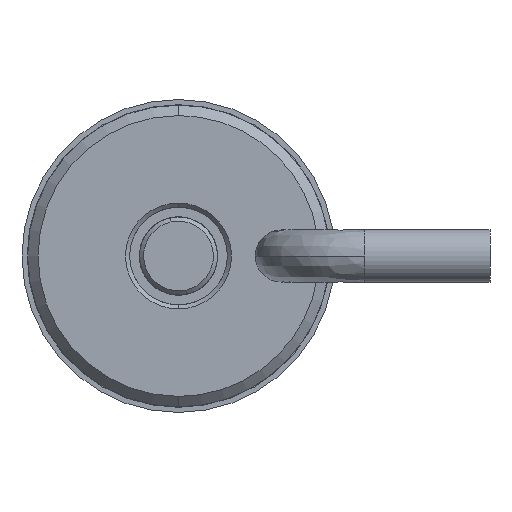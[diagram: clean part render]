
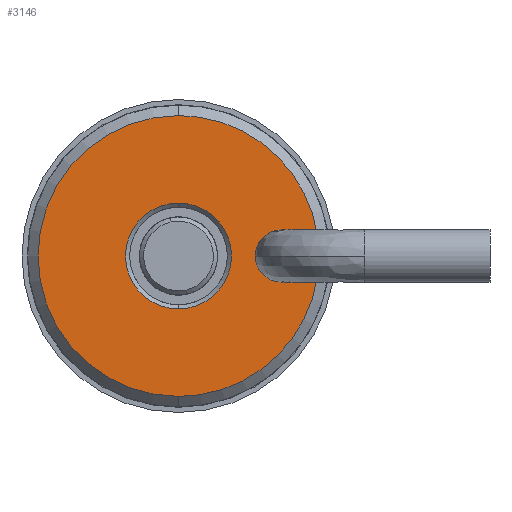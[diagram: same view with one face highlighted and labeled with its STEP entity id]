
A CAD part, left-side view. The second image highlights one B-rep face of the part: STEP entity #3146.
In plain terms, the highlighted planar face has unit normal (-1, 0, 0).
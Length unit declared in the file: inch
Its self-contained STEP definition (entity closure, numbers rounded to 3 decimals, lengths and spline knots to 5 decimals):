
#47 = CARTESIAN_POINT ( 'NONE',  ( 0., 0.2365, 0.0525 ) ) ;
#96 = DIRECTION ( 'NONE',  ( 0., -1., 0. ) ) ;
#260 = AXIS2_PLACEMENT_3D ( 'NONE', #2086, #355, #1754 ) ;
#269 = ORIENTED_EDGE ( 'NONE', *, *, #982, .F. ) ;
#301 = DIRECTION ( 'NONE',  ( 0., 0., -1. ) ) ;
#355 = DIRECTION ( 'NONE',  ( 1., 0., 0. ) ) ;
#372 = AXIS2_PLACEMENT_3D ( 'NONE', #2814, #2781, #876 ) ;
#416 = EDGE_CURVE ( 'NONE', #2026, #2257, #983, .T. ) ;
#529 = CARTESIAN_POINT ( 'NONE',  ( 0., 0., 0. ) ) ;
#686 = CIRCLE ( 'NONE', #2753, 0.3365 ) ;
#726 = EDGE_CURVE ( 'NONE', #1720, #1330, #3159, .T. ) ;
#753 = CARTESIAN_POINT ( 'NONE',  ( 0., 0.2365, 0.0525 ) ) ;
#785 = CARTESIAN_POINT ( 'NONE',  ( 0., 0., 0.127 ) ) ;
#876 = DIRECTION ( 'NONE',  ( 0., 0., -1. ) ) ;
#911 = DIRECTION ( 'NONE',  ( 1., 0., 0. ) ) ;
#982 = EDGE_CURVE ( 'NONE', #2151, #2026, #686, .T. ) ;
#983 = CIRCLE ( 'NONE', #260, 0.3365 ) ;
#1062 = CIRCLE ( 'NONE', #3127, 0.0525 ) ;
#1105 = ORIENTED_EDGE ( 'NONE', *, *, #1988, .T. ) ;
#1152 = DIRECTION ( 'NONE',  ( -1., 0., 0. ) ) ;
#1169 = DIRECTION ( 'NONE',  ( 1., 0., 0. ) ) ;
#1194 = DIRECTION ( 'NONE',  ( -1., 0., 0. ) ) ;
#1326 = VERTEX_POINT ( 'NONE', #2487 ) ;
#1330 = VERTEX_POINT ( 'NONE', #785 ) ;
#1344 = EDGE_LOOP ( 'NONE', ( #2777, #2492 ) ) ;
#1373 = VERTEX_POINT ( 'NONE', #753 ) ;
#1375 = DIRECTION ( 'NONE',  ( 1., 0., 0. ) ) ;
#1383 = ORIENTED_EDGE ( 'NONE', *, *, #3523, .T. ) ;
#1415 = DIRECTION ( 'NONE',  ( 0., 0., -1. ) ) ;
#1468 = AXIS2_PLACEMENT_3D ( 'NONE', #1802, #911, #2045 ) ;
#1559 = LINE ( 'NONE', #2449, #3057 ) ;
#1577 = CARTESIAN_POINT ( 'NONE',  ( 0., 0., -0.3365 ) ) ;
#1604 = ORIENTED_EDGE ( 'NONE', *, *, #3014, .F. ) ;
#1720 = VERTEX_POINT ( 'NONE', #2259 ) ;
#1733 = CARTESIAN_POINT ( 'NONE',  ( 0., 0.2365, 0. ) ) ;
#1751 = DIRECTION ( 'NONE',  ( 0., 0., 1. ) ) ;
#1754 = DIRECTION ( 'NONE',  ( 0., 0., -1. ) ) ;
#1802 = CARTESIAN_POINT ( 'NONE',  ( 0., 0., 0. ) ) ;
#1854 = EDGE_CURVE ( 'NONE', #1326, #1373, #2639, .T. ) ;
#1971 = CARTESIAN_POINT ( 'NONE',  ( 0., 0., 0. ) ) ;
#1988 = EDGE_CURVE ( 'NONE', #2003, #2257, #1559, .T. ) ;
#2003 = VERTEX_POINT ( 'NONE', #2418 ) ;
#2026 = VERTEX_POINT ( 'NONE', #1577 ) ;
#2045 = DIRECTION ( 'NONE',  ( 0., 0., -1. ) ) ;
#2046 = CARTESIAN_POINT ( 'NONE',  ( 0., 0., 0. ) ) ;
#2086 = CARTESIAN_POINT ( 'NONE',  ( 0., 0., 0. ) ) ;
#2151 = VERTEX_POINT ( 'NONE', #3377 ) ;
#2257 = VERTEX_POINT ( 'NONE', #3391 ) ;
#2259 = CARTESIAN_POINT ( 'NONE',  ( 0., 0., -0.127 ) ) ;
#2270 = DIRECTION ( 'NONE',  ( 0., 0., 1. ) ) ;
#2346 = FACE_OUTER_BOUND ( 'NONE', #2830, .T. ) ;
#2395 = DIRECTION ( 'NONE',  ( 0., 1., 0. ) ) ;
#2409 = CIRCLE ( 'NONE', #3067, 0.127 ) ;
#2418 = CARTESIAN_POINT ( 'NONE',  ( 0., 0.2365, -0.0525 ) ) ;
#2449 = CARTESIAN_POINT ( 'NONE',  ( 0., 0.2365, -0.0525 ) ) ;
#2487 = CARTESIAN_POINT ( 'NONE',  ( 0., 0.33238, 0.0525 ) ) ;
#2492 = ORIENTED_EDGE ( 'NONE', *, *, #726, .F. ) ;
#2639 = LINE ( 'NONE', #47, #2822 ) ;
#2652 = ORIENTED_EDGE ( 'NONE', *, *, #416, .F. ) ;
#2753 = AXIS2_PLACEMENT_3D ( 'NONE', #529, #1375, #1415 ) ;
#2777 = ORIENTED_EDGE ( 'NONE', *, *, #3471, .F. ) ;
#2781 = DIRECTION ( 'NONE',  ( 1., 0., 0. ) ) ;
#2814 = CARTESIAN_POINT ( 'NONE',  ( 0., 0., 0. ) ) ;
#2822 = VECTOR ( 'NONE', #96, 39.37008 ) ;
#2830 = EDGE_LOOP ( 'NONE', ( #1604, #3224, #1383, #1105, #2652, #269 ) ) ;
#3014 = EDGE_CURVE ( 'NONE', #1326, #2151, #3118, .T. ) ;
#3057 = VECTOR ( 'NONE', #2395, 39.37008 ) ;
#3067 = AXIS2_PLACEMENT_3D ( 'NONE', #1971, #1152, #2270 ) ;
#3118 = CIRCLE ( 'NONE', #372, 0.3365 ) ;
#3127 = AXIS2_PLACEMENT_3D ( 'NONE', #1733, #1169, #301 ) ;
#3146 = ADVANCED_FACE ( 'NONE', ( #2346, #3433 ), #3469, .F. ) ;
#3159 = CIRCLE ( 'NONE', #3330, 0.127 ) ;
#3224 = ORIENTED_EDGE ( 'NONE', *, *, #1854, .T. ) ;
#3330 = AXIS2_PLACEMENT_3D ( 'NONE', #2046, #1194, #1751 ) ;
#3377 = CARTESIAN_POINT ( 'NONE',  ( 0., 0., 0.3365 ) ) ;
#3391 = CARTESIAN_POINT ( 'NONE',  ( 0., 0.33238, -0.0525 ) ) ;
#3433 = FACE_BOUND ( 'NONE', #1344, .T. ) ;
#3469 = PLANE ( 'NONE',  #1468 ) ;
#3471 = EDGE_CURVE ( 'NONE', #1330, #1720, #2409, .T. ) ;
#3523 = EDGE_CURVE ( 'NONE', #1373, #2003, #1062, .T. ) ;
